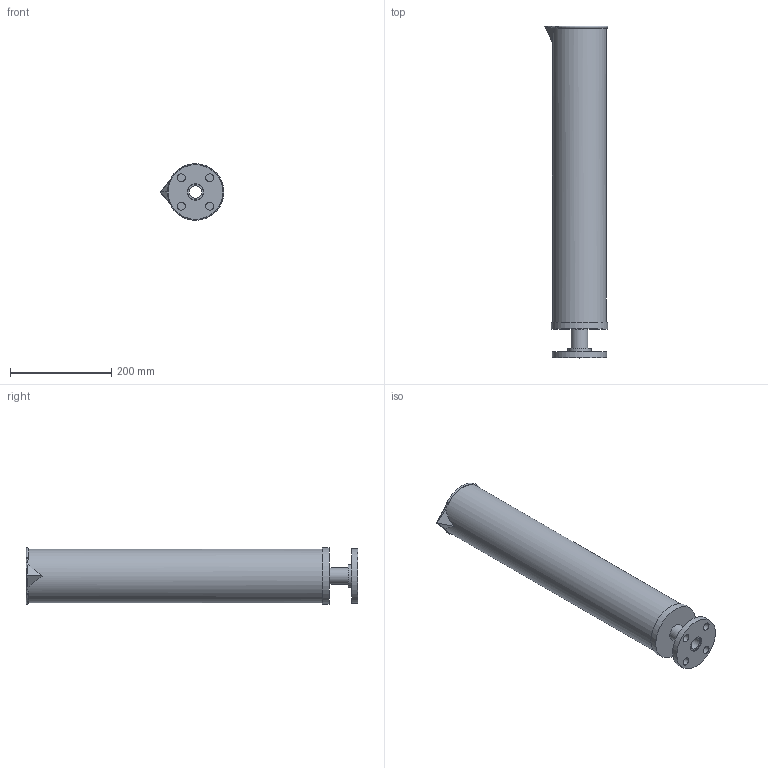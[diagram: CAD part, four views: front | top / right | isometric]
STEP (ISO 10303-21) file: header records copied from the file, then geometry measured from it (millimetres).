
FILE_DESCRIPTION((''),'2;1');
FILE_NAME('AC#1-4000-F_R2.iam.stp','2016-10-13T14:12:43',(''),(''),'Autodesk Inventor 2009','Autodesk Inventor 2009','');
FILE_SCHEMA(('AUTOMOTIVE_DESIGN { 1 0 10303 214 1 1 1 1 }'));
Length unit declared in the file: inch
Products named in the file (6): AC#1-4000-F_R2; SA-10FLG-PP_R0; FLG-10PP_R0; PIPE-10PP-SCH80; AC-2B-4000-S; AC#1-4000-TUBE
Assembly tree (5 placements, depth 3):
  AC#1-4000-F_R2
    SA-10FLG-PP_R0
      FLG-10PP_R0
      PIPE-10PP-SCH80
    AC-2B-4000-S
    AC#1-4000-TUBE
Bounding box: 125.7 x 655.77 x 111.87 mm (x, y, z)
Volume: 973723.8 mm3; surface area: 445989.1 mm2
Topology: 4 solids, 4 shells, 40 faces, 86 edges, 58 vertices
Faces by surface type: plane 17, cylinder 15, bspline 6, cone 1, torus 1
Full cylindrical faces by diameter (mm): 15.799 x4, 24.206 x1, 28.575 x1, 31.039 x1, 33.299 x2, 45.466 x1, 99.398 x1, 100.33 x1, 106.68 x1, 107.95 x1, 111.252 x1
Entity records: 1568 total; most frequent: CARTESIAN_POINT 552, DIRECTION 198, ORIENTED_EDGE 138, AXIS2_PLACEMENT_3D 97, EDGE_LOOP 76, EDGE_CURVE 69, VERTEX_POINT 57, CIRCLE 46
